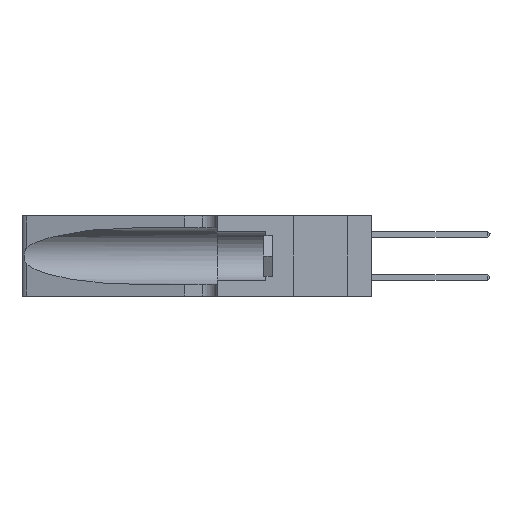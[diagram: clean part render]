
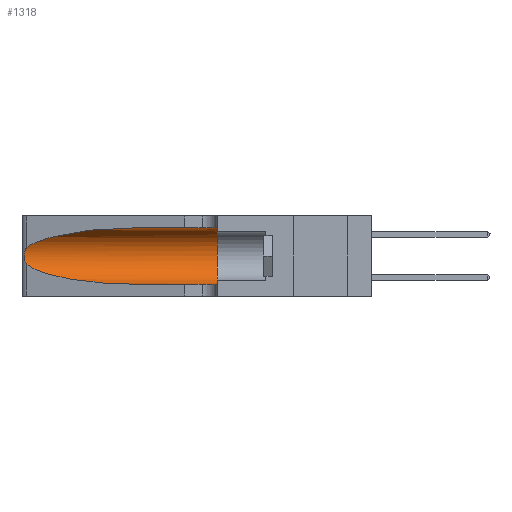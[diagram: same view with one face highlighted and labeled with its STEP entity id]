
A CAD part, left-side view. The second image highlights one B-rep face of the part: STEP entity #1318.
In plain terms, the highlighted cylindrical face has radius 3.308 mm (diameter 6.617 mm), a partial arc.
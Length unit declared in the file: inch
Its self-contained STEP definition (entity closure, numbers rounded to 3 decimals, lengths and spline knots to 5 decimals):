
#139 = LINE ( 'NONE', #1489, #24443 ) ;
#165 = EDGE_CURVE ( 'NONE', #1455, #25597, #12687, .T. ) ;
#279 = CARTESIAN_POINT ( 'NONE',  ( 0.25487, 1.22718, 0.22369 ) ) ;
#473 = CARTESIAN_POINT ( 'NONE',  ( 0.25487, 1.22718, 0.14631 ) ) ;
#480 = CARTESIAN_POINT ( 'NONE',  ( 0.25555, 1.22993, 0.14849 ) ) ;
#546 = CARTESIAN_POINT ( 'NONE',  ( 0.25639, 1.23186, 0.15144 ) ) ;
#572 = CARTESIAN_POINT ( 'NONE',  ( 0.25789, 1.23486, 0.15765 ) ) ;
#582 = CARTESIAN_POINT ( 'NONE',  ( 0.26017, 1.23833, 0.17102 ) ) ;
#653 = CARTESIAN_POINT ( 'NONE',  ( 0.26075, 1.23896, 0.178 ) ) ;
#1318 = ADVANCED_FACE ( 'NONE', ( #28338 ), #9144, .F. ) ;
#1455 = VERTEX_POINT ( 'NONE', #6821 ) ;
#1489 = CARTESIAN_POINT ( 'NONE',  ( 0.1305, 1.61858, 0.05475 ) ) ;
#1536 = CARTESIAN_POINT ( 'NONE',  ( 0.26075, 1.23896, 0.19203 ) ) ;
#1654 = CARTESIAN_POINT ( 'NONE',  ( 0.26018, 1.23835, 0.19895 ) ) ;
#1758 = CARTESIAN_POINT ( 'NONE',  ( 0.25854, 1.2359, 0.20912 ) ) ;
#1800 = CARTESIAN_POINT ( 'NONE',  ( 0.25787, 1.23484, 0.2124 ) ) ;
#1996 = VECTOR ( 'NONE', #19556, 39.37008 ) ;
#2016 = CARTESIAN_POINT ( 'NONE',  ( 0.25639, 1.23184, 0.21858 ) ) ;
#2123 = CARTESIAN_POINT ( 'NONE',  ( 0.25487, 1.22718, 0.22369 ) ) ;
#2351 = CARTESIAN_POINT ( 'NONE',  ( 0.25555, 1.22994, 0.2215 ) ) ;
#3777 = EDGE_CURVE ( 'NONE', #25597, #4674, #7069, .T. ) ;
#4489 = CARTESIAN_POINT ( 'NONE',  ( 0.25487, 1.22718, 0.14631 ) ) ;
#4674 = VERTEX_POINT ( 'NONE', #26814 ) ;
#6184 = ORIENTED_EDGE ( 'NONE', *, *, #6526, .F. ) ;
#6526 = EDGE_CURVE ( 'NONE', #28060, #25226, #29232, .T. ) ;
#6821 = CARTESIAN_POINT ( 'NONE',  ( 0.25487, 1.22718, 0.22369 ) ) ;
#7069 =( BOUNDED_CURVE ( )  B_SPLINE_CURVE ( 3, ( #11605, #28432, #30843, #16426 ),
 .UNSPECIFIED., .F., .T. ) 
 B_SPLINE_CURVE_WITH_KNOTS ( ( 4, 4 ),
 ( 3.44316, 4.71239 ),
 .UNSPECIFIED. ) 
 CURVE ( )  GEOMETRIC_REPRESENTATION_ITEM ( )  RATIONAL_B_SPLINE_CURVE ( ( 1., 0.87, 0.87, 1. ) ) 
 REPRESENTATION_ITEM ( '' )  );
#7236 = DIRECTION ( 'NONE',  ( 0., 1., 0. ) ) ;
#7394 = CARTESIAN_POINT ( 'NONE',  ( 0.25856, 1.23593, 0.16098 ) ) ;
#8533 = LINE ( 'NONE', #12324, #1996 ) ;
#8632 = CARTESIAN_POINT ( 'NONE',  ( 0.1305, 0.35, 0.31525 ) ) ;
#9079 = ORIENTED_EDGE ( 'NONE', *, *, #16530, .T. ) ;
#9144 = CYLINDRICAL_SURFACE ( 'NONE', #30027, 0.13025 ) ;
#9935 = VERTEX_POINT ( 'NONE', #28320 ) ;
#10748 = EDGE_LOOP ( 'NONE', ( #9079, #19607, #26849, #22405, #6184, #22842 ) ) ;
#11172 = DIRECTION ( 'NONE',  ( 0., 0., -1. ) ) ;
#11247 = EDGE_CURVE ( 'NONE', #4674, #25226, #139, .T. ) ;
#11605 = CARTESIAN_POINT ( 'NONE',  ( 0.25487, 1.22718, 0.14631 ) ) ;
#12324 = CARTESIAN_POINT ( 'NONE',  ( 0.1305, 1.61858, 0.31525 ) ) ;
#12475 = CARTESIAN_POINT ( 'NONE',  ( 0.1305, 0.72297, 0.31525 ) ) ;
#12687 = B_SPLINE_CURVE_WITH_KNOTS ( 'NONE', 3,
 ( #2123, #2351, #2016, #1800, #1758, #1654, #1536, #653, #582, #7394, #572, #546, #480, #473 ),
 .UNSPECIFIED., .F., .F.,
 ( 4, 2, 2, 2, 2, 2, 4 ),
 ( 0., 0.00027, 0.00053, 0.00107, 0.0016, 0.00187, 0.00214 ),
 .UNSPECIFIED. ) ;
#13563 = DIRECTION ( 'NONE',  ( 0., -1., 0. ) ) ;
#14881 = CARTESIAN_POINT ( 'NONE',  ( 0.2373, 1.15595, 0.28018 ) ) ;
#15943 =( BOUNDED_CURVE ( )  B_SPLINE_CURVE ( 3, ( #12475, #24469, #14881, #279 ),
 .UNSPECIFIED., .F., .T. ) 
 B_SPLINE_CURVE_WITH_KNOTS ( ( 4, 4 ),
 ( 1.5708, 2.84003 ),
 .UNSPECIFIED. ) 
 CURVE ( )  GEOMETRIC_REPRESENTATION_ITEM ( )  RATIONAL_B_SPLINE_CURVE ( ( 1., 0.87, 0.87, 1. ) ) 
 REPRESENTATION_ITEM ( '' )  );
#16426 = CARTESIAN_POINT ( 'NONE',  ( 0.1305, 0.72297, 0.05475 ) ) ;
#16530 = EDGE_CURVE ( 'NONE', #9935, #1455, #15943, .T. ) ;
#17796 = AXIS2_PLACEMENT_3D ( 'NONE', #21653, #7236, #24095 ) ;
#19556 = DIRECTION ( 'NONE',  ( 0., -1., 0. ) ) ;
#19607 = ORIENTED_EDGE ( 'NONE', *, *, #165, .T. ) ;
#20475 = EDGE_CURVE ( 'NONE', #9935, #28060, #8533, .T. ) ;
#21653 = CARTESIAN_POINT ( 'NONE',  ( 0.1305, 0.35, 0.185 ) ) ;
#22405 = ORIENTED_EDGE ( 'NONE', *, *, #11247, .T. ) ;
#22842 = ORIENTED_EDGE ( 'NONE', *, *, #20475, .F. ) ;
#24095 = DIRECTION ( 'NONE',  ( 0., 0., 1. ) ) ;
#24443 = VECTOR ( 'NONE', #30550, 39.37008 ) ;
#24469 = CARTESIAN_POINT ( 'NONE',  ( 0.18966, 0.96281, 0.31525 ) ) ;
#24801 = CARTESIAN_POINT ( 'NONE',  ( 0.1305, 0.35, 0.05475 ) ) ;
#25226 = VERTEX_POINT ( 'NONE', #24801 ) ;
#25597 = VERTEX_POINT ( 'NONE', #4489 ) ;
#26814 = CARTESIAN_POINT ( 'NONE',  ( 0.1305, 0.72297, 0.05475 ) ) ;
#26849 = ORIENTED_EDGE ( 'NONE', *, *, #3777, .T. ) ;
#28060 = VERTEX_POINT ( 'NONE', #8632 ) ;
#28320 = CARTESIAN_POINT ( 'NONE',  ( 0.1305, 0.72297, 0.31525 ) ) ;
#28338 = FACE_OUTER_BOUND ( 'NONE', #10748, .T. ) ;
#28432 = CARTESIAN_POINT ( 'NONE',  ( 0.2373, 1.15595, 0.08982 ) ) ;
#29232 = CIRCLE ( 'NONE', #17796, 0.13025 ) ;
#30027 = AXIS2_PLACEMENT_3D ( 'NONE', #30400, #13563, #11172 ) ;
#30400 = CARTESIAN_POINT ( 'NONE',  ( 0.1305, 1.61858, 0.185 ) ) ;
#30550 = DIRECTION ( 'NONE',  ( 0., -1., 0. ) ) ;
#30843 = CARTESIAN_POINT ( 'NONE',  ( 0.18966, 0.96281, 0.05475 ) ) ;
